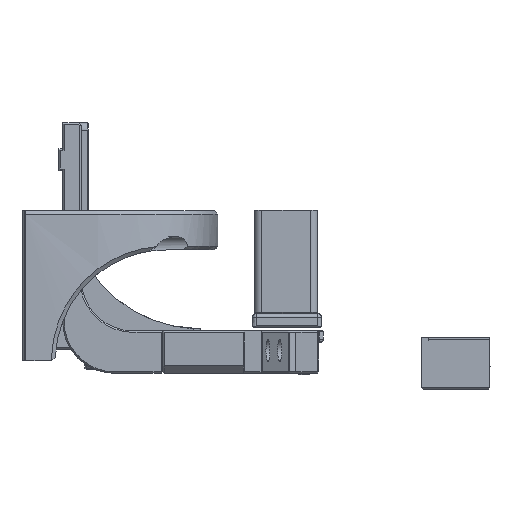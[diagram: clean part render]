
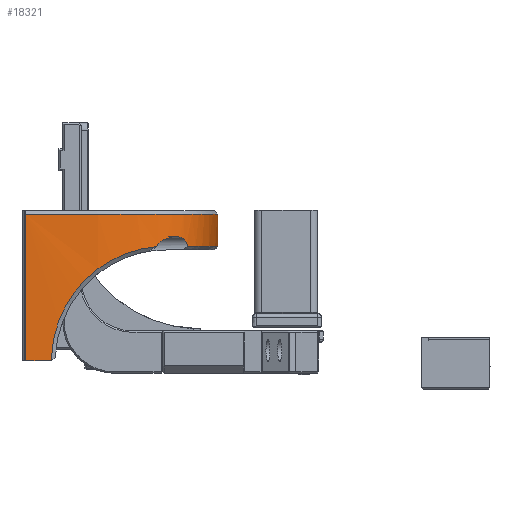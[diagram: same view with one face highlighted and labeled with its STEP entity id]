
A CAD part, left-side view. The second image highlights one B-rep face of the part: STEP entity #18321.
In plain terms, the highlighted free-form (B-spline) face has degree [3, 1] with [10, 2] control points.
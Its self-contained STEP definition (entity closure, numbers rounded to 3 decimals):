
#194=B_SPLINE_SURFACE_WITH_KNOTS('',3,1,((#30988,#30989),(#30990,#30991),
(#30992,#30993),(#30994,#30995),(#30996,#30997),(#30998,#30999),(#31000,
#31001),(#31002,#31003),(#31004,#31005),(#31006,#31007)),.UNSPECIFIED.,
 .F.,.F.,.F.,(4,3,3,4),(2,2),(-2.31,-1.,0.,0.465),
(0.,15.672),.UNSPECIFIED.);
#616=B_SPLINE_CURVE_WITH_KNOTS('',3,(#30443,#30444,#30445,#30446,#30447,
#30448,#30449,#30450,#30451,#30452,#30453,#30454,#30455,#30456,#30457,#30458,
#30459,#30460,#30461,#30462),.UNSPECIFIED.,.F.,.F.,(4,2,2,2,2,2,2,2,2,4),
(-0.97,-0.921,-0.857,-0.709,
-0.512,-0.348,-0.216,-0.1,
-0.05,0.),.UNSPECIFIED.);
#627=B_SPLINE_CURVE_WITH_KNOTS('',3,(#30974,#30975,#30976,#30977,#30978,
#30979,#30980,#30981),.UNSPECIFIED.,.F.,.F.,(4,1,1,1,1,4),(-40.251,
-38.538,-36.826,-33.4,-29.974,
-28.262),.UNSPECIFIED.);
#629=B_SPLINE_CURVE_WITH_KNOTS('',3,(#31009,#31010,#31011,#31012),
 .UNSPECIFIED.,.F.,.F.,(4,4),(0.,0.54),
 .UNSPECIFIED.);
#630=B_SPLINE_CURVE_WITH_KNOTS('',3,(#31016,#31017,#31018,#31019),
 .UNSPECIFIED.,.F.,.F.,(4,4),(-1.,0.),.UNSPECIFIED.);
#631=B_SPLINE_CURVE_WITH_KNOTS('',3,(#31022,#31023,#31024,#31025),
 .UNSPECIFIED.,.F.,.F.,(4,4),(2.725,3.259),
 .UNSPECIFIED.);
#2076=FACE_OUTER_BOUND('',#3213,.T.);
#3213=EDGE_LOOP('',(#15480,#15481,#15482,#15483,#15484,#15485,#15486));
#4895=LINE('',#31014,#6703);
#4896=LINE('',#31021,#6704);
#6703=VECTOR('',#23735,10.);
#6704=VECTOR('',#23736,10.);
#8842=VERTEX_POINT('',#30437);
#8843=VERTEX_POINT('',#30442);
#8859=VERTEX_POINT('',#30973);
#8860=VERTEX_POINT('',#31008);
#8861=VERTEX_POINT('',#31013);
#8862=VERTEX_POINT('',#31015);
#8863=VERTEX_POINT('',#31020);
#11130=EDGE_CURVE('',#8843,#8842,#616,.T.);
#11153=EDGE_CURVE('',#8843,#8859,#627,.T.);
#11155=EDGE_CURVE('',#8860,#8842,#629,.T.);
#11156=EDGE_CURVE('',#8860,#8861,#4895,.T.);
#11157=EDGE_CURVE('',#8862,#8861,#630,.T.);
#11158=EDGE_CURVE('',#8863,#8862,#4896,.T.);
#11159=EDGE_CURVE('',#8863,#8859,#631,.T.);
#15480=ORIENTED_EDGE('',*,*,#11153,.F.);
#15481=ORIENTED_EDGE('',*,*,#11130,.T.);
#15482=ORIENTED_EDGE('',*,*,#11155,.F.);
#15483=ORIENTED_EDGE('',*,*,#11156,.T.);
#15484=ORIENTED_EDGE('',*,*,#11157,.F.);
#15485=ORIENTED_EDGE('',*,*,#11158,.F.);
#15486=ORIENTED_EDGE('',*,*,#11159,.T.);
#18321=ADVANCED_FACE('',(#2076),#194,.T.);
#23735=DIRECTION('',(0.,0.,1.));
#23736=DIRECTION('',(0.,0.,1.));
#30437=CARTESIAN_POINT('',(-387.027,336.236,-214.656));
#30442=CARTESIAN_POINT('',(-392.986,344.553,-214.762));
#30443=CARTESIAN_POINT('Ctrl Pts',(-392.986,344.553,-214.762));
#30444=CARTESIAN_POINT('Ctrl Pts',(-392.969,344.516,-214.59));
#30445=CARTESIAN_POINT('Ctrl Pts',(-392.938,344.448,-214.429));
#30446=CARTESIAN_POINT('Ctrl Pts',(-392.845,344.25,-214.084));
#30447=CARTESIAN_POINT('Ctrl Pts',(-392.777,344.103,-213.907));
#30448=CARTESIAN_POINT('Ctrl Pts',(-392.527,343.586,-213.39));
#30449=CARTESIAN_POINT('Ctrl Pts',(-392.281,343.095,-213.067));
#30450=CARTESIAN_POINT('Ctrl Pts',(-391.581,341.821,-212.451));
#30451=CARTESIAN_POINT('Ctrl Pts',(-391.068,340.97,-212.189));
#30452=CARTESIAN_POINT('Ctrl Pts',(-389.985,339.427,-212.014));
#30453=CARTESIAN_POINT('Ctrl Pts',(-389.474,338.781,-212.057));
#30454=CARTESIAN_POINT('Ctrl Pts',(-388.596,337.772,-212.372));
#30455=CARTESIAN_POINT('Ctrl Pts',(-388.24,337.398,-212.591));
#30456=CARTESIAN_POINT('Ctrl Pts',(-387.677,336.835,-213.123));
#30457=CARTESIAN_POINT('Ctrl Pts',(-387.462,336.633,-213.416));
#30458=CARTESIAN_POINT('Ctrl Pts',(-387.237,336.425,-213.877));
#30459=CARTESIAN_POINT('Ctrl Pts',(-387.178,336.371,-214.026));
#30460=CARTESIAN_POINT('Ctrl Pts',(-387.084,336.286,-214.334));
#30461=CARTESIAN_POINT('Ctrl Pts',(-387.049,336.255,-214.493));
#30462=CARTESIAN_POINT('Ctrl Pts',(-387.027,336.236,-214.656));
#30973=CARTESIAN_POINT('',(-397.899,372.999,-245.655));
#30974=CARTESIAN_POINT('Ctrl Pts',(-392.986,344.553,-214.762));
#30975=CARTESIAN_POINT('Ctrl Pts',(-393.889,346.532,-214.926));
#30976=CARTESIAN_POINT('Ctrl Pts',(-395.305,350.695,-215.67));
#30977=CARTESIAN_POINT('Ctrl Pts',(-396.96,358.837,-218.975));
#30978=CARTESIAN_POINT('Ctrl Pts',(-397.709,367.512,-226.369));
#30979=CARTESIAN_POINT('Ctrl Pts',(-397.876,372.275,-236.725));
#30980=CARTESIAN_POINT('Ctrl Pts',(-397.899,372.999,-243.425));
#30981=CARTESIAN_POINT('Ctrl Pts',(-397.899,372.999,-245.655));
#30988=CARTESIAN_POINT('Ctrl Pts',(-398.,584.177,-335.656));
#30989=CARTESIAN_POINT('Ctrl Pts',(-398.,584.177,-178.936));
#30990=CARTESIAN_POINT('Ctrl Pts',(-398.,516.118,-335.656));
#30991=CARTESIAN_POINT('Ctrl Pts',(-398.,516.118,-178.936));
#30992=CARTESIAN_POINT('Ctrl Pts',(-398.,448.059,-335.656));
#30993=CARTESIAN_POINT('Ctrl Pts',(-398.,448.059,-178.936));
#30994=CARTESIAN_POINT('Ctrl Pts',(-398.,380.,-335.656));
#30995=CARTESIAN_POINT('Ctrl Pts',(-398.,380.,-178.936));
#30996=CARTESIAN_POINT('Ctrl Pts',(-398.,328.05,-335.656));
#30997=CARTESIAN_POINT('Ctrl Pts',(-398.,328.05,-178.936));
#30998=CARTESIAN_POINT('Ctrl Pts',(-383.073,328.05,-335.656));
#30999=CARTESIAN_POINT('Ctrl Pts',(-383.073,328.05,-178.936));
#31000=CARTESIAN_POINT('Ctrl Pts',(-337.778,328.05,-335.656));
#31001=CARTESIAN_POINT('Ctrl Pts',(-337.778,328.05,-178.936));
#31002=CARTESIAN_POINT('Ctrl Pts',(-316.724,328.05,-335.656));
#31003=CARTESIAN_POINT('Ctrl Pts',(-316.724,328.05,-178.936));
#31004=CARTESIAN_POINT('Ctrl Pts',(-295.67,328.05,-335.656));
#31005=CARTESIAN_POINT('Ctrl Pts',(-295.67,328.05,-178.936));
#31006=CARTESIAN_POINT('Ctrl Pts',(-274.616,328.05,-335.656));
#31007=CARTESIAN_POINT('Ctrl Pts',(-274.616,328.05,-178.936));
#31008=CARTESIAN_POINT('',(-337.778,328.05,-214.656));
#31009=CARTESIAN_POINT('Ctrl Pts',(-337.778,328.05,-214.656));
#31010=CARTESIAN_POINT('Ctrl Pts',(-362.242,328.05,-214.656));
#31011=CARTESIAN_POINT('Ctrl Pts',(-377.847,328.05,-214.656));
#31012=CARTESIAN_POINT('Ctrl Pts',(-387.027,336.236,-214.656));
#31013=CARTESIAN_POINT('',(-337.778,328.05,-206.056));
#31014=CARTESIAN_POINT('',(-337.778,328.05,-210.356));
#31015=CARTESIAN_POINT('',(-398.,380.,-206.056));
#31016=CARTESIAN_POINT('Ctrl Pts',(-398.,380.,-206.056));
#31017=CARTESIAN_POINT('Ctrl Pts',(-398.,328.05,-206.056));
#31018=CARTESIAN_POINT('Ctrl Pts',(-383.073,328.05,-206.056));
#31019=CARTESIAN_POINT('Ctrl Pts',(-337.778,328.05,-206.056));
#31020=CARTESIAN_POINT('',(-398.,380.,-245.656));
#31021=CARTESIAN_POINT('',(-398.,380.,-210.356));
#31022=CARTESIAN_POINT('Ctrl Pts',(-398.,380.,-245.656));
#31023=CARTESIAN_POINT('Ctrl Pts',(-398.,377.553,-245.656));
#31024=CARTESIAN_POINT('Ctrl Pts',(-397.967,375.222,-245.656));
#31025=CARTESIAN_POINT('Ctrl Pts',(-397.899,373.,-245.656));
